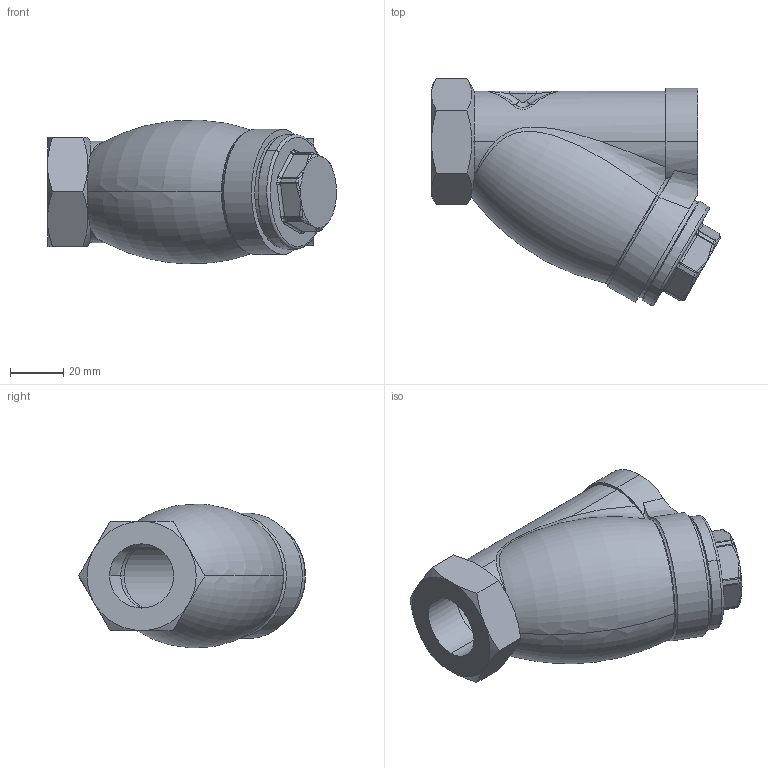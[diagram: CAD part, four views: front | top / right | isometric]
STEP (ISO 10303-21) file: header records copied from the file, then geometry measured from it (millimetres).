
FILE_DESCRIPTION (( 'STEP AP214' ), '1' );
FILE_NAME ('823_DN20_PN16.STEP', '2009-12-07T21:00:32', ( 'wn' ), ( 'Home' ), 'SwSTEP 2.0', 'SolidWorks 2009', '' );
FILE_SCHEMA (( 'AUTOMOTIVE_DESIGN' ));
Length unit declared in the file: millimetre
Products named in the file (1): 823_DN20_PN16
Bounding box: 108.45 x 85.14 x 53.87 mm (x, y, z)
Volume: 118812.9 mm3; surface area: 53901.2 mm2
Topology: 4 solids, 4 shells, 250 faces, 571 edges, 318 vertices
Faces by surface type: cylinder 71, bspline 61, torus 49, plane 34, cone 23, sphere 12
Entity records: 19021 total; most frequent: CARTESIAN_POINT 10996, ORIENTED_EDGE 1102, DIRECTION 1064, EDGE_CURVE 551, AXIS2_PLACEMENT_3D 484, VERTEX_POINT 318, CIRCLE 294, EDGE_LOOP 267
